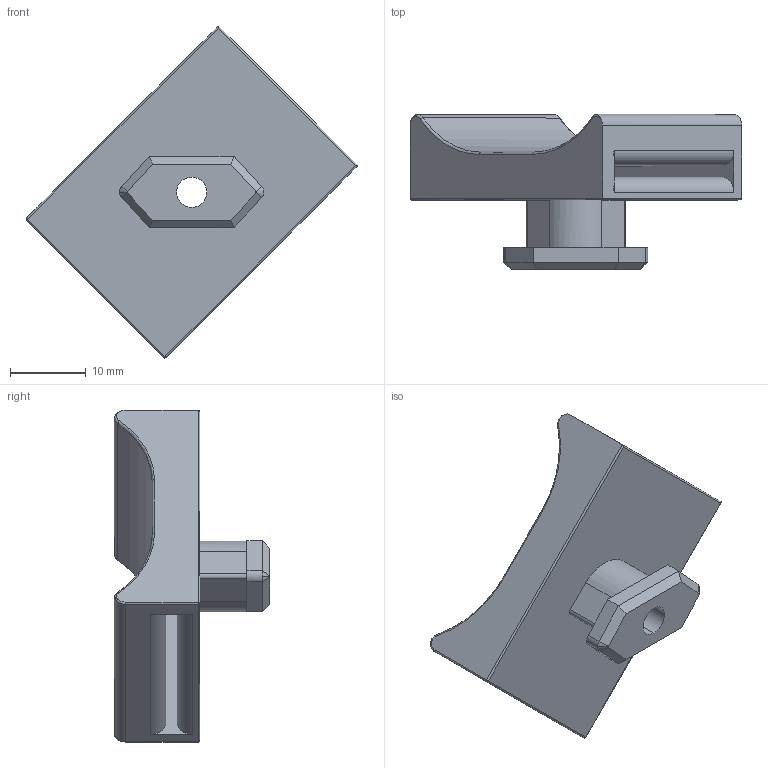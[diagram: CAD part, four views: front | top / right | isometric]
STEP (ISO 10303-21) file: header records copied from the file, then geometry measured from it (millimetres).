
FILE_DESCRIPTION (( 'STEP AP203' ), '1' );
FILE_NAME ('151279.step', '2021-06-03T16:05:52', ( '' ), ( '' ), 'SwSTEP 2.0', 'SolidWorks 2021', '' );
FILE_SCHEMA (( 'CONFIG_CONTROL_DESIGN' ));
Length unit declared in the file: millimetre
Products named in the file (1): 151279
Bounding box: 43.76 x 20.49 x 43.76 mm (x, y, z)
Volume: 6463.9 mm3; surface area: 5110.2 mm2
Topology: 1 solids, 1 shells, 94 faces, 231 edges, 137 vertices
Faces by surface type: cylinder 33, plane 30, bspline 16, torus 10, cone 5
Entity records: 3110 total; most frequent: CARTESIAN_POINT 874, DIRECTION 462, ORIENTED_EDGE 454, EDGE_CURVE 227, AXIS2_PLACEMENT_3D 178, VERTEX_POINT 137, VECTOR 106, LINE 106
